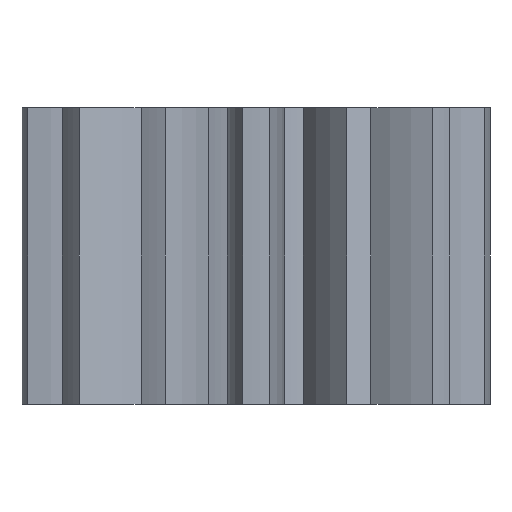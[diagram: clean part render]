
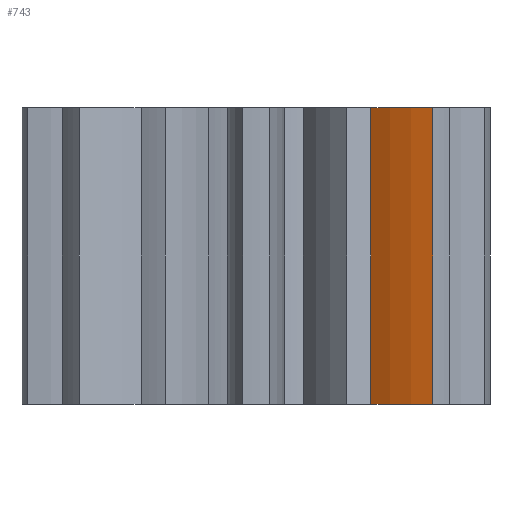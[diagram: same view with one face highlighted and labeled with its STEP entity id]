
A CAD part, front view. The second image highlights one B-rep face of the part: STEP entity #743.
In plain terms, the highlighted cylindrical face has radius 8.627 mm (diameter 17.254 mm), a partial arc.
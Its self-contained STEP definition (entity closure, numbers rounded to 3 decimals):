
#53 = ORIENTED_EDGE ( 'NONE', *, *, #1043, .T. ) ;
#137 = CIRCLE ( 'NONE', #1293, 8.627 ) ;
#218 = LINE ( 'NONE', #994, #1066 ) ;
#411 = EDGE_LOOP ( 'NONE', ( #1514, #1442, #53, #2106 ) ) ;
#521 = DIRECTION ( 'NONE',  ( 0., 0., 1. ) ) ;
#661 = DIRECTION ( 'NONE',  ( 1., 0., 0. ) ) ;
#713 = CARTESIAN_POINT ( 'NONE',  ( 9.952, 1.523, 12.7 ) ) ;
#743 = ADVANCED_FACE ( 'NONE', ( #847 ), #1568, .T. ) ;
#847 = FACE_OUTER_BOUND ( 'NONE', #411, .T. ) ;
#940 = AXIS2_PLACEMENT_3D ( 'NONE', #713, #521, #1234 ) ;
#966 = CARTESIAN_POINT ( 'NONE',  ( 4.866, -5.445, 0. ) ) ;
#979 = DIRECTION ( 'NONE',  ( 1., 0., 0. ) ) ;
#991 = DIRECTION ( 'NONE',  ( 0., 0., 1. ) ) ;
#994 = CARTESIAN_POINT ( 'NONE',  ( 7.576, -6.77, 0. ) ) ;
#1026 = VERTEX_POINT ( 'NONE', #1551 ) ;
#1043 = EDGE_CURVE ( 'NONE', #1748, #1026, #137, .T. ) ;
#1066 = VECTOR ( 'NONE', #1211, 1000. ) ;
#1211 = DIRECTION ( 'NONE',  ( 0., 0., 1. ) ) ;
#1213 = CARTESIAN_POINT ( 'NONE',  ( 4.866, -5.445, 12.7 ) ) ;
#1219 = EDGE_CURVE ( 'NONE', #1265, #1532, #2064, .T. ) ;
#1234 = DIRECTION ( 'NONE',  ( 1., 0., 0. ) ) ;
#1265 = VERTEX_POINT ( 'NONE', #1213 ) ;
#1293 = AXIS2_PLACEMENT_3D ( 'NONE', #1533, #991, #979 ) ;
#1442 = ORIENTED_EDGE ( 'NONE', *, *, #1904, .F. ) ;
#1495 = DIRECTION ( 'NONE',  ( 0., 0., 1. ) ) ;
#1497 = CARTESIAN_POINT ( 'NONE',  ( 4.866, -5.445, 0. ) ) ;
#1514 = ORIENTED_EDGE ( 'NONE', *, *, #1219, .F. ) ;
#1532 = VERTEX_POINT ( 'NONE', #2254 ) ;
#1533 = CARTESIAN_POINT ( 'NONE',  ( 9.952, 1.523, 0. ) ) ;
#1541 = CARTESIAN_POINT ( 'NONE',  ( 9.952, 1.523, 0. ) ) ;
#1551 = CARTESIAN_POINT ( 'NONE',  ( 7.576, -6.77, 0. ) ) ;
#1568 = CYLINDRICAL_SURFACE ( 'NONE', #1729, 8.627 ) ;
#1710 = DIRECTION ( 'NONE',  ( 0., 0., 1. ) ) ;
#1729 = AXIS2_PLACEMENT_3D ( 'NONE', #1541, #1710, #661 ) ;
#1748 = VERTEX_POINT ( 'NONE', #1497 ) ;
#1839 = LINE ( 'NONE', #966, #2083 ) ;
#1904 = EDGE_CURVE ( 'NONE', #1748, #1265, #1839, .T. ) ;
#2061 = EDGE_CURVE ( 'NONE', #1026, #1532, #218, .T. ) ;
#2064 = CIRCLE ( 'NONE', #940, 8.627 ) ;
#2083 = VECTOR ( 'NONE', #1495, 1000. ) ;
#2106 = ORIENTED_EDGE ( 'NONE', *, *, #2061, .T. ) ;
#2254 = CARTESIAN_POINT ( 'NONE',  ( 7.576, -6.77, 12.7 ) ) ;
